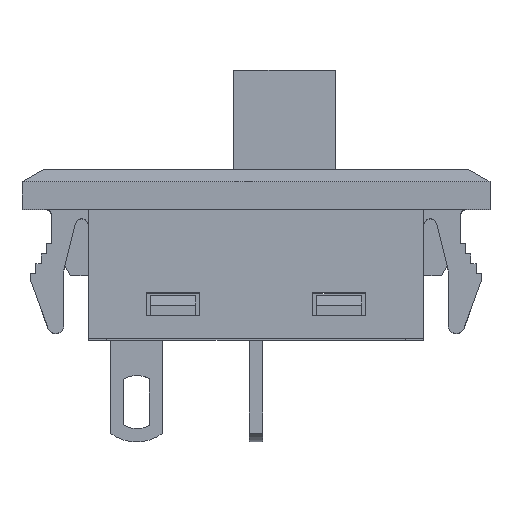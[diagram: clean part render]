
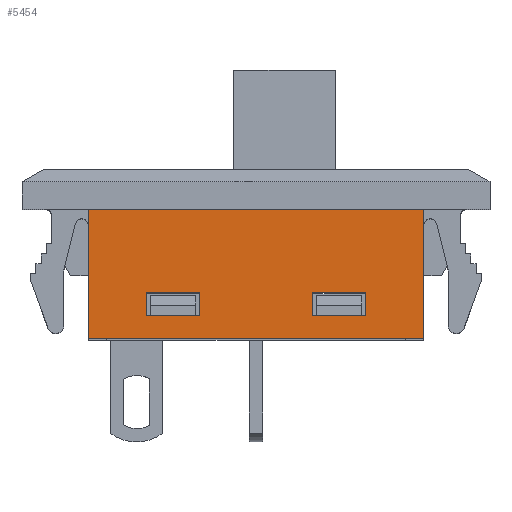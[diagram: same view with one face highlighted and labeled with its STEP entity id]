
A CAD part, top view. The second image highlights one B-rep face of the part: STEP entity #5454.
In plain terms, the highlighted planar face has unit normal (0, 0, 1).
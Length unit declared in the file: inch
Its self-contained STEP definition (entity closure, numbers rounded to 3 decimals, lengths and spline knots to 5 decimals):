
#106=FACE_BOUND('',#449,.T.);
#107=FACE_BOUND('',#450,.T.);
#208=FACE_OUTER_BOUND('',#448,.T.);
#448=EDGE_LOOP('',(#3956,#3957,#3958,#3959));
#449=EDGE_LOOP('',(#3960,#3961,#3962,#3963));
#450=EDGE_LOOP('',(#3964,#3965,#3966,#3967));
#935=LINE('',#7974,#1678);
#936=LINE('',#7976,#1679);
#937=LINE('',#7978,#1680);
#938=LINE('',#7979,#1681);
#939=LINE('',#7982,#1682);
#940=LINE('',#7984,#1683);
#941=LINE('',#7986,#1684);
#942=LINE('',#7987,#1685);
#943=LINE('',#7990,#1686);
#944=LINE('',#7992,#1687);
#945=LINE('',#7994,#1688);
#946=LINE('',#7995,#1689);
#1678=VECTOR('',#6466,0.3937);
#1679=VECTOR('',#6467,0.3937);
#1680=VECTOR('',#6468,0.3937);
#1681=VECTOR('',#6469,0.3937);
#1682=VECTOR('',#6470,0.3937);
#1683=VECTOR('',#6471,0.3937);
#1684=VECTOR('',#6472,0.3937);
#1685=VECTOR('',#6473,0.3937);
#1686=VECTOR('',#6474,0.3937);
#1687=VECTOR('',#6475,0.3937);
#1688=VECTOR('',#6476,0.3937);
#1689=VECTOR('',#6477,0.3937);
#2371=VERTEX_POINT('',#7972);
#2372=VERTEX_POINT('',#7973);
#2373=VERTEX_POINT('',#7975);
#2374=VERTEX_POINT('',#7977);
#2375=VERTEX_POINT('',#7980);
#2376=VERTEX_POINT('',#7981);
#2377=VERTEX_POINT('',#7983);
#2378=VERTEX_POINT('',#7985);
#2379=VERTEX_POINT('',#7988);
#2380=VERTEX_POINT('',#7989);
#2381=VERTEX_POINT('',#7991);
#2382=VERTEX_POINT('',#7993);
#3010=EDGE_CURVE('',#2371,#2372,#935,.T.);
#3011=EDGE_CURVE('',#2373,#2372,#936,.T.);
#3012=EDGE_CURVE('',#2374,#2373,#937,.T.);
#3013=EDGE_CURVE('',#2374,#2371,#938,.T.);
#3014=EDGE_CURVE('',#2375,#2376,#939,.T.);
#3015=EDGE_CURVE('',#2376,#2377,#940,.T.);
#3016=EDGE_CURVE('',#2377,#2378,#941,.T.);
#3017=EDGE_CURVE('',#2378,#2375,#942,.T.);
#3018=EDGE_CURVE('',#2379,#2380,#943,.T.);
#3019=EDGE_CURVE('',#2380,#2381,#944,.T.);
#3020=EDGE_CURVE('',#2381,#2382,#945,.T.);
#3021=EDGE_CURVE('',#2382,#2379,#946,.T.);
#3956=ORIENTED_EDGE('',*,*,#3010,.T.);
#3957=ORIENTED_EDGE('',*,*,#3011,.F.);
#3958=ORIENTED_EDGE('',*,*,#3012,.F.);
#3959=ORIENTED_EDGE('',*,*,#3013,.T.);
#3960=ORIENTED_EDGE('',*,*,#3014,.T.);
#3961=ORIENTED_EDGE('',*,*,#3015,.T.);
#3962=ORIENTED_EDGE('',*,*,#3016,.T.);
#3963=ORIENTED_EDGE('',*,*,#3017,.T.);
#3964=ORIENTED_EDGE('',*,*,#3018,.T.);
#3965=ORIENTED_EDGE('',*,*,#3019,.T.);
#3966=ORIENTED_EDGE('',*,*,#3020,.T.);
#3967=ORIENTED_EDGE('',*,*,#3021,.T.);
#4994=PLANE('',#5753);
#5454=ADVANCED_FACE('',(#208,#106,#107),#4994,.T.);
#5753=AXIS2_PLACEMENT_3D('',#7971,#6464,#6465);
#6464=DIRECTION('center_axis',(0.,0.,1.));
#6465=DIRECTION('ref_axis',(1.,0.,0.));
#6466=DIRECTION('',(1.,0.,0.));
#6467=DIRECTION('',(0.,-1.,0.));
#6468=DIRECTION('',(1.,0.,0.));
#6469=DIRECTION('',(0.,-1.,0.));
#6470=DIRECTION('',(0.,1.,0.));
#6471=DIRECTION('',(1.,0.,0.));
#6472=DIRECTION('',(0.,-1.,0.));
#6473=DIRECTION('',(-1.,0.,0.));
#6474=DIRECTION('',(0.,1.,0.));
#6475=DIRECTION('',(1.,0.,0.));
#6476=DIRECTION('',(0.,-1.,0.));
#6477=DIRECTION('',(-1.,0.,0.));
#7971=CARTESIAN_POINT('Origin',(-0.2525,0.0675,0.1525));
#7972=CARTESIAN_POINT('',(-0.2525,-0.1275,0.1525));
#7973=CARTESIAN_POINT('',(0.2525,-0.1275,0.1525));
#7974=CARTESIAN_POINT('',(-0.2525,-0.1275,0.1525));
#7975=CARTESIAN_POINT('',(0.2525,0.0675,0.1525));
#7976=CARTESIAN_POINT('',(0.2525,0.0675,0.1525));
#7977=CARTESIAN_POINT('',(-0.2525,0.0675,0.1525));
#7978=CARTESIAN_POINT('',(0.05,0.0675,0.1525));
#7979=CARTESIAN_POINT('',(-0.2525,0.0675,0.1525));
#7980=CARTESIAN_POINT('',(-0.165,-0.0925,0.1525));
#7981=CARTESIAN_POINT('',(-0.165,-0.0575,0.1525));
#7982=CARTESIAN_POINT('',(-0.165,0.005,0.1525));
#7983=CARTESIAN_POINT('',(-0.085,-0.0575,0.1525));
#7984=CARTESIAN_POINT('',(-0.16875,-0.0575,0.1525));
#7985=CARTESIAN_POINT('',(-0.085,-0.0925,0.1525));
#7986=CARTESIAN_POINT('',(-0.085,-0.0125,0.1525));
#7987=CARTESIAN_POINT('',(-0.20875,-0.0925,0.1525));
#7988=CARTESIAN_POINT('',(0.085,-0.0925,0.1525));
#7989=CARTESIAN_POINT('',(0.085,-0.0575,0.1525));
#7990=CARTESIAN_POINT('',(0.085,0.005,0.1525));
#7991=CARTESIAN_POINT('',(0.165,-0.0575,0.1525));
#7992=CARTESIAN_POINT('',(-0.04375,-0.0575,0.1525));
#7993=CARTESIAN_POINT('',(0.165,-0.0925,0.1525));
#7994=CARTESIAN_POINT('',(0.165,-0.0125,0.1525));
#7995=CARTESIAN_POINT('',(-0.08375,-0.0925,0.1525));
